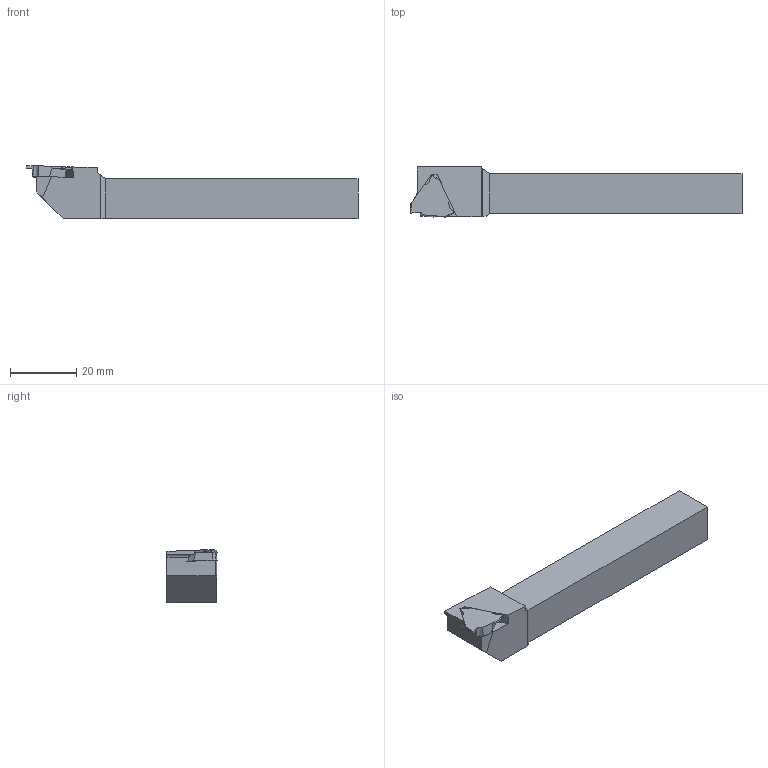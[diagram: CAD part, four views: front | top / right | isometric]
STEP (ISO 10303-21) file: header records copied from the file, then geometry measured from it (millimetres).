
FILE_DESCRIPTION(/* description */ (''),/* implementation_level */ '2;1');
FILE_NAME(/* name */ 'ADKT-GB-L-1212-3.stp',/* time_stamp */ '2023-10-30T19:39:26+03:00',/* author */ (''),/* organization */ (''),/* preprocessor_version */ 'ST-DEVELOPER v19.4',/* originating_system */ 'SIEMENS PLM Software NX2306.3001',/* authorisation */ '');
FILE_SCHEMA (('AUTOMOTIVE_DESIGN { 1 0 10303 214 3 1 1 1 }'));
Length unit declared in the file: millimetre
Products named in the file (1): ADKT-GB-R-1212-3-light
Bounding box: 100 x 15.09 x 15.99 mm (x, y, z)
Volume: 15062.6 mm3; surface area: 5577.7 mm2
Topology: 2 solids, 3 shells, 52 faces, 136 edges, 90 vertices
Faces by surface type: plane 41, cylinder 7, cone 3, torus 1
Entity records: 1795 total; most frequent: CARTESIAN_POINT 276, ORIENTED_EDGE 268, DIRECTION 268, EDGE_CURVE 134, LINE 106, VECTOR 106, VERTEX_POINT 89, AXIS2_PLACEMENT_3D 81
